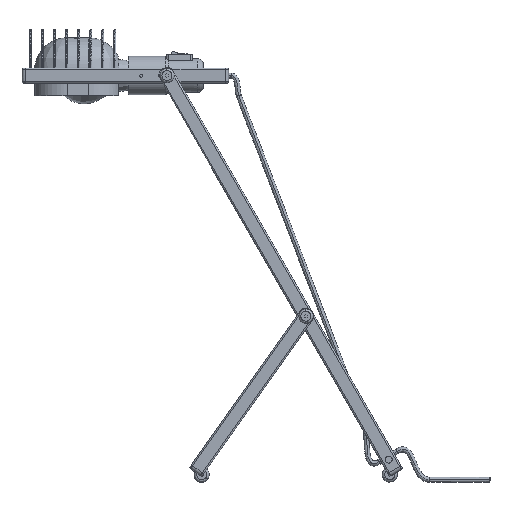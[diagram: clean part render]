
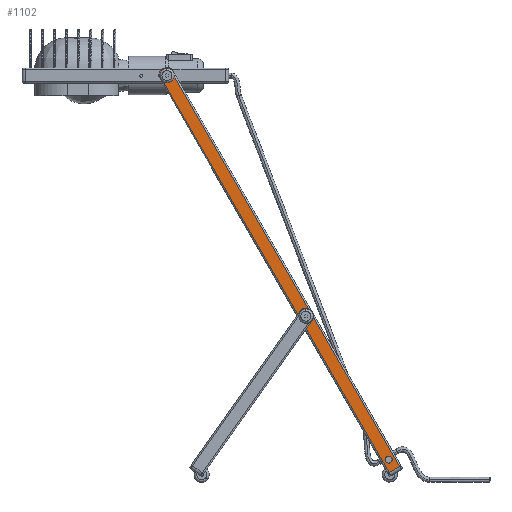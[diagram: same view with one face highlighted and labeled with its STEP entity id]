
A CAD part, front view. The second image highlights one B-rep face of the part: STEP entity #1102.
In plain terms, the highlighted face is planar.
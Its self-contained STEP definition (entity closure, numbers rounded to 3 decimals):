
#467=FACE_BOUND('',#2547,.T.);
#468=FACE_BOUND('',#2548,.T.);
#469=FACE_BOUND('',#2549,.T.);
#1102=ADVANCED_FACE('',(#1789,#467,#468,#469),#11074,.T.);
#1789=FACE_OUTER_BOUND('',#2546,.T.);
#2546=EDGE_LOOP('',(#5861,#5862,#5863,#5864));
#2547=EDGE_LOOP('',(#5865,#5866));
#2548=EDGE_LOOP('',(#5867,#5868));
#2549=EDGE_LOOP('',(#5869,#5870));
#5861=ORIENTED_EDGE('',*,*,#7726,.F.);
#5862=ORIENTED_EDGE('',*,*,#7723,.F.);
#5863=ORIENTED_EDGE('',*,*,#7727,.F.);
#5864=ORIENTED_EDGE('',*,*,#7765,.F.);
#5865=ORIENTED_EDGE('',*,*,#7838,.F.);
#5866=ORIENTED_EDGE('',*,*,#7759,.F.);
#5867=ORIENTED_EDGE('',*,*,#7834,.F.);
#5868=ORIENTED_EDGE('',*,*,#7751,.F.);
#5869=ORIENTED_EDGE('',*,*,#7830,.F.);
#5870=ORIENTED_EDGE('',*,*,#7743,.F.);
#7723=EDGE_CURVE('',#10653,#10654,#9556,.T.);
#7726=EDGE_CURVE('',#10654,#10655,#9557,.T.);
#7727=EDGE_CURVE('',#10656,#10653,#9558,.T.);
#7743=EDGE_CURVE('',#10659,#10683,#8602,.T.);
#7751=EDGE_CURVE('',#10658,#10685,#8608,.T.);
#7759=EDGE_CURVE('',#10657,#10687,#8614,.T.);
#7765=EDGE_CURVE('',#10655,#10656,#8618,.T.);
#7830=EDGE_CURVE('',#10683,#10659,#8654,.T.);
#7834=EDGE_CURVE('',#10685,#10658,#8656,.T.);
#7838=EDGE_CURVE('',#10687,#10657,#8658,.T.);
#8602=(
BOUNDED_CURVE()
B_SPLINE_CURVE(2,(#30669,#30670,#30671,#30672,#30673),.UNSPECIFIED.,.F.,
 .F.)
B_SPLINE_CURVE_WITH_KNOTS((3,2,3),(0.,5.498,10.996),
 .UNSPECIFIED.)
CURVE()
GEOMETRIC_REPRESENTATION_ITEM()
RATIONAL_B_SPLINE_CURVE((1.,0.707,1.,0.707,1.))
REPRESENTATION_ITEM('')
);
#8608=(
BOUNDED_CURVE()
B_SPLINE_CURVE(2,(#30703,#30704,#30705,#30706,#30707),.UNSPECIFIED.,.F.,
 .F.)
B_SPLINE_CURVE_WITH_KNOTS((3,2,3),(0.,4.869,9.739),
 .UNSPECIFIED.)
CURVE()
GEOMETRIC_REPRESENTATION_ITEM()
RATIONAL_B_SPLINE_CURVE((1.,0.707,1.,0.707,1.))
REPRESENTATION_ITEM('')
);
#8614=(
BOUNDED_CURVE()
B_SPLINE_CURVE(2,(#30737,#30738,#30739,#30740,#30741),.UNSPECIFIED.,.F.,
 .F.)
B_SPLINE_CURVE_WITH_KNOTS((3,2,3),(0.,4.869,9.739),
 .UNSPECIFIED.)
CURVE()
GEOMETRIC_REPRESENTATION_ITEM()
RATIONAL_B_SPLINE_CURVE((1.,0.707,1.,0.707,1.))
REPRESENTATION_ITEM('')
);
#8618=(
BOUNDED_CURVE()
B_SPLINE_CURVE(2,(#30793,#30794,#30795,#30796,#30797),.UNSPECIFIED.,.F.,
 .F.)
B_SPLINE_CURVE_WITH_KNOTS((3,2,3),(0.,6.784,13.569),
 .UNSPECIFIED.)
CURVE()
GEOMETRIC_REPRESENTATION_ITEM()
RATIONAL_B_SPLINE_CURVE((1.,0.911,1.,0.911,1.))
REPRESENTATION_ITEM('')
);
#8654=(
BOUNDED_CURVE()
B_SPLINE_CURVE(2,(#31095,#31096,#31097,#31098,#31099),.UNSPECIFIED.,.F.,
 .F.)
B_SPLINE_CURVE_WITH_KNOTS((3,2,3),(10.996,16.493,21.991),
 .UNSPECIFIED.)
CURVE()
GEOMETRIC_REPRESENTATION_ITEM()
RATIONAL_B_SPLINE_CURVE((1.,0.707,1.,0.707,1.))
REPRESENTATION_ITEM('')
);
#8656=(
BOUNDED_CURVE()
B_SPLINE_CURVE(2,(#31109,#31110,#31111,#31112,#31113),.UNSPECIFIED.,.F.,
 .F.)
B_SPLINE_CURVE_WITH_KNOTS((3,2,3),(9.739,14.608,19.478),
 .UNSPECIFIED.)
CURVE()
GEOMETRIC_REPRESENTATION_ITEM()
RATIONAL_B_SPLINE_CURVE((1.,0.707,1.,0.707,1.))
REPRESENTATION_ITEM('')
);
#8658=(
BOUNDED_CURVE()
B_SPLINE_CURVE(2,(#31123,#31124,#31125,#31126,#31127),.UNSPECIFIED.,.F.,
 .F.)
B_SPLINE_CURVE_WITH_KNOTS((3,2,3),(9.739,14.608,19.478),
 .UNSPECIFIED.)
CURVE()
GEOMETRIC_REPRESENTATION_ITEM()
RATIONAL_B_SPLINE_CURVE((1.,0.707,1.,0.707,1.))
REPRESENTATION_ITEM('')
);
#9556=B_SPLINE_CURVE_WITH_KNOTS('',1,(#30593,#30594),.UNSPECIFIED.,.F.,
 .F.,(2,2),(0.,12.),.UNSPECIFIED.);
#9557=B_SPLINE_CURVE_WITH_KNOTS('',1,(#30601,#30602),.UNSPECIFIED.,.F.,
 .F.,(2,2),(-458.792,0.),.UNSPECIFIED.);
#9558=B_SPLINE_CURVE_WITH_KNOTS('',1,(#30603,#30604),.UNSPECIFIED.,.F.,
 .F.,(2,2),(-458.792,0.),.UNSPECIFIED.);
#10653=VERTEX_POINT('',#30463);
#10654=VERTEX_POINT('',#30464);
#10655=VERTEX_POINT('',#30465);
#10656=VERTEX_POINT('',#30466);
#10657=VERTEX_POINT('',#30467);
#10658=VERTEX_POINT('',#30468);
#10659=VERTEX_POINT('',#30469);
#10683=VERTEX_POINT('',#30493);
#10685=VERTEX_POINT('',#30495);
#10687=VERTEX_POINT('',#30497);
#11074=PLANE('',#12183);
#12183=AXIS2_PLACEMENT_3D('',#29949,#12807,$);
#12807=DIRECTION('',(0.,1.,0.));
#29949=CARTESIAN_POINT('',(0.299,55.6,511.151));
#30463=CARTESIAN_POINT('',(1.5,55.6,3.5));
#30464=CARTESIAN_POINT('',(13.5,55.6,3.5));
#30465=CARTESIAN_POINT('',(13.5,55.6,462.292));
#30466=CARTESIAN_POINT('',(1.5,55.6,462.292));
#30467=CARTESIAN_POINT('',(7.5,55.6,453.9));
#30468=CARTESIAN_POINT('',(7.5,55.6,176.9));
#30469=CARTESIAN_POINT('',(7.5,55.6,11.5));
#30493=CARTESIAN_POINT('',(7.5,55.6,18.5));
#30495=CARTESIAN_POINT('',(7.5,55.6,183.1));
#30497=CARTESIAN_POINT('',(7.5,55.6,460.1));
#30593=CARTESIAN_POINT('',(1.5,55.6,3.5));
#30594=CARTESIAN_POINT('',(13.5,55.6,3.5));
#30601=CARTESIAN_POINT('',(13.5,55.6,3.5));
#30602=CARTESIAN_POINT('',(13.5,55.6,462.292));
#30603=CARTESIAN_POINT('',(1.5,55.6,462.292));
#30604=CARTESIAN_POINT('',(1.5,55.6,3.5));
#30669=CARTESIAN_POINT('',(7.5,55.6,11.5));
#30670=CARTESIAN_POINT('',(4.,55.6,11.5));
#30671=CARTESIAN_POINT('',(4.,55.6,15.));
#30672=CARTESIAN_POINT('',(4.,55.6,18.5));
#30673=CARTESIAN_POINT('',(7.5,55.6,18.5));
#30703=CARTESIAN_POINT('',(7.5,55.6,176.9));
#30704=CARTESIAN_POINT('',(4.4,55.6,176.9));
#30705=CARTESIAN_POINT('',(4.4,55.6,180.));
#30706=CARTESIAN_POINT('',(4.4,55.6,183.1));
#30707=CARTESIAN_POINT('',(7.5,55.6,183.1));
#30737=CARTESIAN_POINT('',(7.5,55.6,453.9));
#30738=CARTESIAN_POINT('',(4.4,55.6,453.9));
#30739=CARTESIAN_POINT('',(4.4,55.6,457.));
#30740=CARTESIAN_POINT('',(4.4,55.6,460.1));
#30741=CARTESIAN_POINT('',(7.5,55.6,460.1));
#30793=CARTESIAN_POINT('',(13.5,55.6,462.292));
#30794=CARTESIAN_POINT('',(11.111,55.6,465.));
#30795=CARTESIAN_POINT('',(7.5,55.6,465.));
#30796=CARTESIAN_POINT('',(3.889,55.6,465.));
#30797=CARTESIAN_POINT('',(1.5,55.6,462.292));
#31095=CARTESIAN_POINT('',(7.5,55.6,18.5));
#31096=CARTESIAN_POINT('',(11.,55.6,18.5));
#31097=CARTESIAN_POINT('',(11.,55.6,15.));
#31098=CARTESIAN_POINT('',(11.,55.6,11.5));
#31099=CARTESIAN_POINT('',(7.5,55.6,11.5));
#31109=CARTESIAN_POINT('',(7.5,55.6,183.1));
#31110=CARTESIAN_POINT('',(10.6,55.6,183.1));
#31111=CARTESIAN_POINT('',(10.6,55.6,180.));
#31112=CARTESIAN_POINT('',(10.6,55.6,176.9));
#31113=CARTESIAN_POINT('',(7.5,55.6,176.9));
#31123=CARTESIAN_POINT('',(7.5,55.6,460.1));
#31124=CARTESIAN_POINT('',(10.6,55.6,460.1));
#31125=CARTESIAN_POINT('',(10.6,55.6,457.));
#31126=CARTESIAN_POINT('',(10.6,55.6,453.9));
#31127=CARTESIAN_POINT('',(7.5,55.6,453.9));
